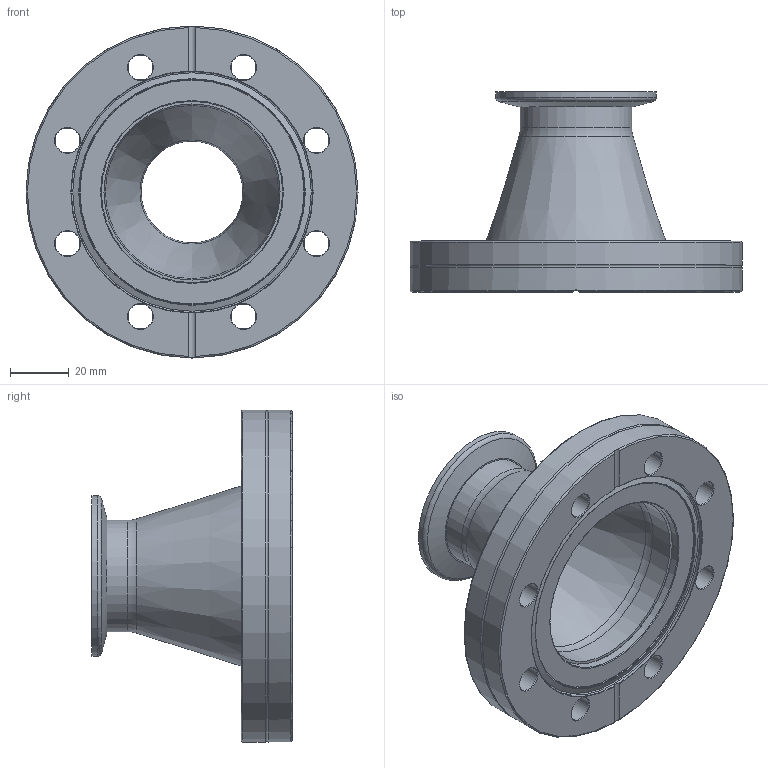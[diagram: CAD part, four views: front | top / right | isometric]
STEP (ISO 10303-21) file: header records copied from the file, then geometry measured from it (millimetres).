
FILE_DESCRIPTION(/* description */ (''),/* implementation_level */ '2;1');
FILE_NAME(/* name */ 'AD-C-KFCF-40x450(D).stp',/* time_stamp */ '2016-07-26T15:57:17+08:00',/* author */ ('wei_zheng'),/* organization */ (''),/* preprocessor_version */ 'ST-DEVELOPER v16.1',/* originating_system */ 'Autodesk Inventor 2016',/* authorisation */ '');
FILE_SCHEMA (('AUTOMOTIVE_DESIGN { 1 0 10303 214 3 1 1 }'));
Length unit declared in the file: millimetre
Products named in the file (4): AD-C-KFCF-40x450(A); AD-C-KFCF-40x450(B); AD-C-KFCF-40x450(C); 組合4
Assembly tree (3 placements, depth 2):
  組合4
    AD-C-KFCF-40x450(A)
    AD-C-KFCF-40x450(B)
    AD-C-KFCF-40x450(C)
Bounding box: 113.5 x 68.42 x 113.5 mm (x, y, z)
Volume: 131111.3 mm3; surface area: 50375.7 mm2
Topology: 3 solids, 3 shells, 74 faces, 160 edges, 95 vertices
Faces by surface type: cylinder 23, cone 22, torus 18, plane 11
Full cylindrical faces by diameter (mm): 8.43 x8, 34.8 x2, 38.1 x1, 38.4 x1, 41.2 x1, 55 x1, 60.2 x1, 62 x1, 63.5 x1, 63.75 x1, 82.55 x1, 113.5 x2
Entity records: 1896 total; most frequent: CARTESIAN_POINT 391, DIRECTION 328, ORIENTED_EDGE 194, AXIS2_PLACEMENT_3D 162, EDGE_LOOP 156, EDGE_CURVE 97, VERTEX_POINT 89, FACE_BOUND 82
